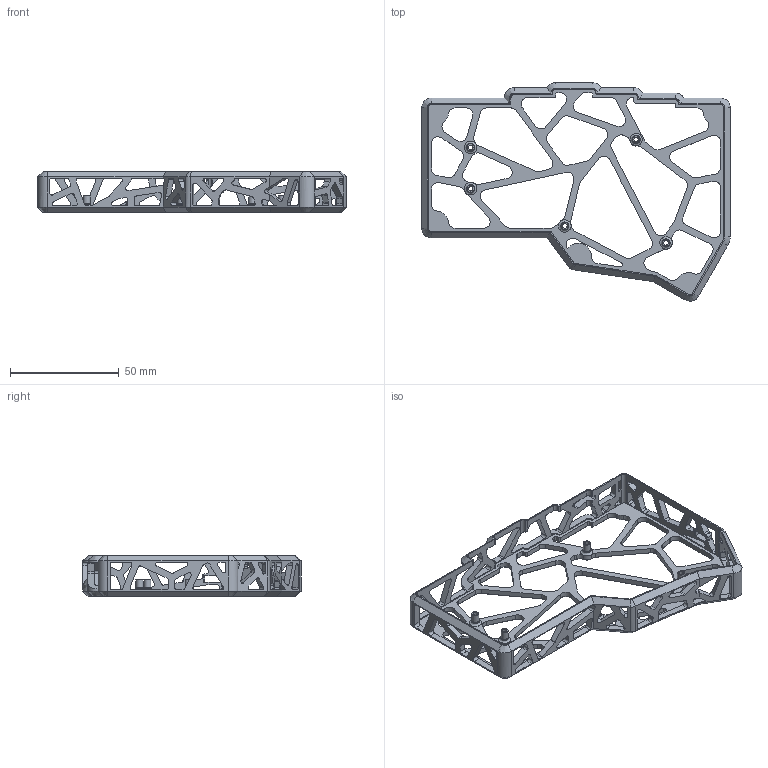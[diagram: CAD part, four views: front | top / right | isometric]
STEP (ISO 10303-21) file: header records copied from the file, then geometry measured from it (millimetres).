
FILE_DESCRIPTION(/* description */ (''),/* implementation_level */ '2;1');
FILE_NAME(/* name */ 'corne_mx_bt_holes_perkey v13.step',/* time_stamp */ '2024-05-16T08:21:03+08:00',/* author */ (''),/* organization */ (''),/* preprocessor_version */ 'ST-DEVELOPER v20',/* originating_system */ 'Autodesk Translation Framework v13.14.0.145',/* authorisation */ '');
FILE_SCHEMA (('AUTOMOTIVE_DESIGN { 1 0 10303 214 3 1 1 }'));
Length unit declared in the file: millimetre
Products named in the file (1): corne_mx_bt_holes_perkey
Bounding box: 141.78 x 100.3 x 18.8 mm (x, y, z)
Volume: 18686.2 mm3; surface area: 23991.4 mm2
Topology: 1 solids, 1 shells, 1023 faces, 2755 edges, 1733 vertices
Faces by surface type: plane 448, cylinder 332, bspline 130, cone 103, torus 10
Full cylindrical faces by diameter (mm): 2.1 x5, 3.3 x5, 3.7 x5, 6 x5
Entity records: 38625 total; most frequent: CARTESIAN_POINT 12933, ORIENTED_EDGE 5510, DIRECTION 5124, EDGE_CURVE 2755, LINE 1742, VECTOR 1742, VERTEX_POINT 1733, AXIS2_PLACEMENT_3D 1691
